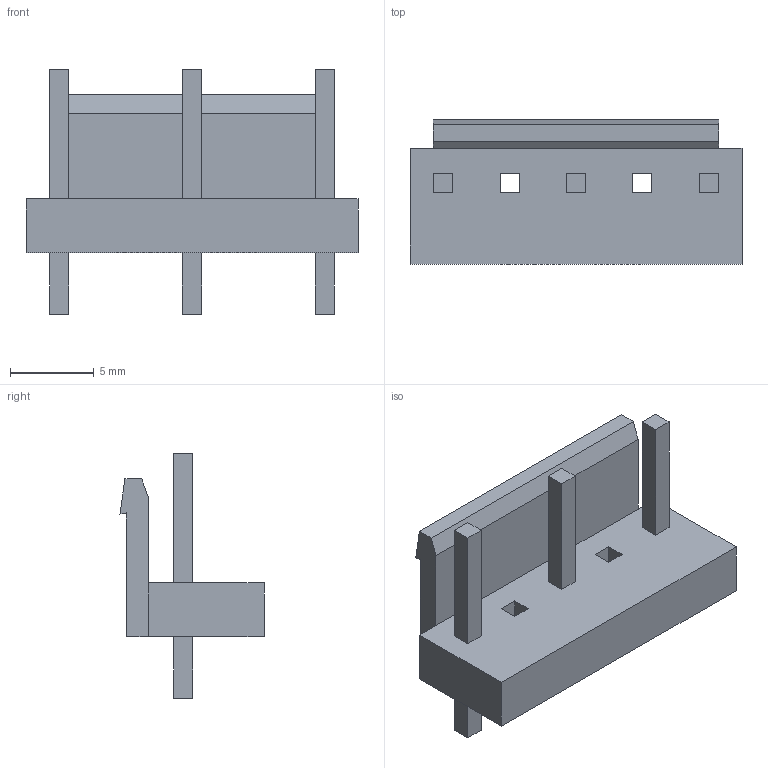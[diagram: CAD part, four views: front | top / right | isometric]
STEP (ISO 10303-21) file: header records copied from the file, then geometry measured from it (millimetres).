
FILE_DESCRIPTION(('STEP AP242'),'1');
FILE_NAME('1744524-5.stp','2023-03-21T18:15:55',('TraceParts'),('TraceParts S.A.'),'Spatial InterOp 3D',' ',' ');
FILE_SCHEMA(('AP242_MANAGED_MODEL_BASED_3D_ENGINEERING_MIM_LF {1 0 10303 442 1 1 4}'));
Length unit declared in the file: millimetre
Products named in the file (1): 1744524-5
Bounding box: 19.8 x 8.6 x 14.6 mm (x, y, z)
Volume: 687.8 mm3; surface area: 909.4 mm2
Topology: 1 solids, 1 shells, 53 faces, 133 edges, 88 vertices
Faces by surface type: plane 53
Entity records: 1574 total; most frequent: CARTESIAN_POINT 275, ORIENTED_EDGE 266, DIRECTION 241, EDGE_CURVE 133, LINE 133, VECTOR 133, VERTEX_POINT 88, EDGE_LOOP 63
